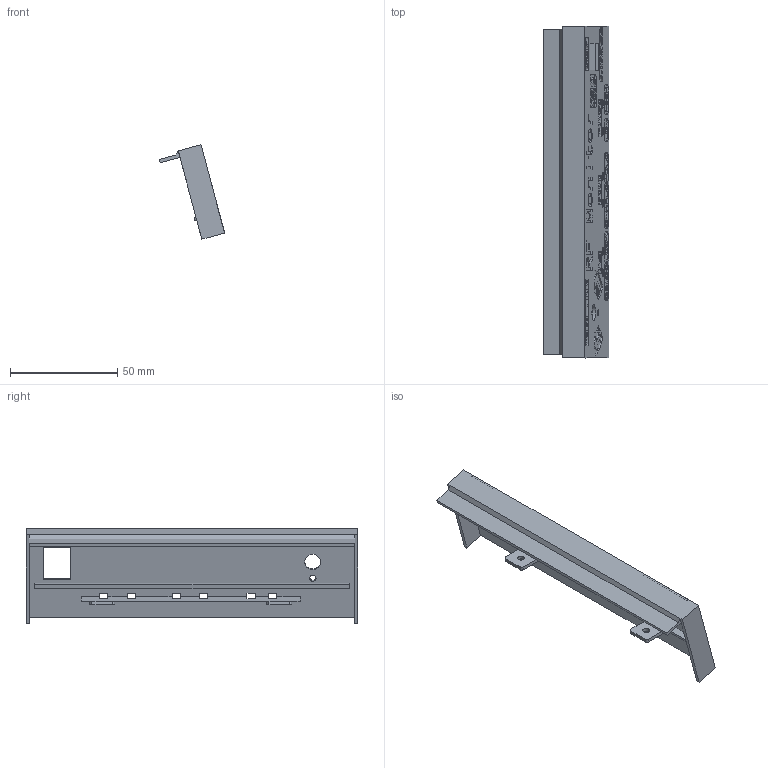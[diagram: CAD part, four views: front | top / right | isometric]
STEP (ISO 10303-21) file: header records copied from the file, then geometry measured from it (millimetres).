
FILE_DESCRIPTION(/* description */ ('Unknown'),/* implementation_level */ '2;1');
FILE_NAME(/* name */ 'Front Panel',/* time_stamp */ '2023-11-14T22:30:25+00:00',/* author */ ('Unknown'),/* organization */ ('Unknown'),/* preprocessor_version */ 'ST-DEVELOPER v18.1',/* originating_system */ 'Solid Edge',/* authorisation */ 'Unknown');
FILE_SCHEMA (('AUTOMOTIVE_DESIGN {1 0 10303 214 3 1 1}'));
Length unit declared in the file: millimetre
Products named in the file (1): Front Panel
Bounding box: 30.44 x 154.7 x 44.04 mm (x, y, z)
Volume: 16788.5 mm3; surface area: 24502.4 mm2
Topology: 1 solids, 1 shells, 1009 faces, 2679 edges, 1784 vertices
Faces by surface type: plane 880, cylinder 70, bspline 59
Full cylindrical faces by diameter (mm): 3 x1, 3.175 x2, 7.5 x1
Entity records: 34725 total; most frequent: CARTESIAN_POINT 9866, ORIENTED_EDGE 5314, DIRECTION 4581, EDGE_CURVE 2657, LINE 2399, VECTOR 2399, VERTEX_POINT 1782, EDGE_LOOP 1163
